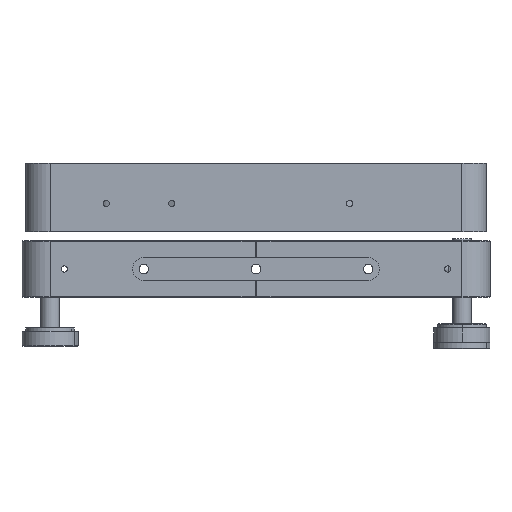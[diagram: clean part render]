
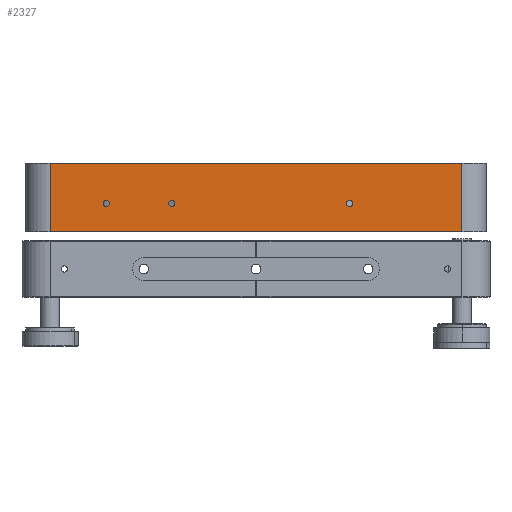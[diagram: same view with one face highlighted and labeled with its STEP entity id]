
A CAD part, front view. The second image highlights one B-rep face of the part: STEP entity #2327.
In plain terms, the highlighted planar face has unit normal (0, -1, 0).
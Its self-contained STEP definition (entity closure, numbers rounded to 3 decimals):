
#264 = CARTESIAN_POINT ( 'NONE',  ( -168.35, 2., 35. ) ) ;
#599 = CIRCLE ( 'NONE', #8636, 1.65 ) ;
#1033 = ORIENTED_EDGE ( 'NONE', *, *, #8121, .F. ) ;
#1091 = VERTEX_POINT ( 'NONE', #8657 ) ;
#1273 = DIRECTION ( 'NONE',  ( 0., 0., -1. ) ) ;
#1325 = DIRECTION ( 'NONE',  ( 0., -1., 0. ) ) ;
#1356 = AXIS2_PLACEMENT_3D ( 'NONE', #1780, #6148, #8385 ) ;
#1426 = DIRECTION ( 'NONE',  ( 1., 0., 0. ) ) ;
#1570 = LINE ( 'NONE', #1639, #11733 ) ;
#1600 = AXIS2_PLACEMENT_3D ( 'NONE', #8060, #12363, #13656 ) ;
#1639 = CARTESIAN_POINT ( 'NONE',  ( -15., 2., 20. ) ) ;
#1733 = ORIENTED_EDGE ( 'NONE', *, *, #12648, .T. ) ;
#1780 = CARTESIAN_POINT ( 'NONE',  ( -260., 2., 20. ) ) ;
#1843 = VECTOR ( 'NONE', #1273, 1000. ) ;
#1869 = VERTEX_POINT ( 'NONE', #12770 ) ;
#1985 = CARTESIAN_POINT ( 'NONE',  ( -260., 2., 56.5 ) ) ;
#2127 = EDGE_LOOP ( 'NONE', ( #13488, #10857, #1733, #4960 ) ) ;
#2182 = DIRECTION ( 'NONE',  ( 0., -1., 0. ) ) ;
#2272 = ORIENTED_EDGE ( 'NONE', *, *, #5890, .F. ) ;
#2327 = ADVANCED_FACE ( 'NONE', ( #2647, #5944, #9391, #10333 ), #11613, .F. ) ;
#2449 = AXIS2_PLACEMENT_3D ( 'NONE', #11291, #8002, #12228 ) ;
#2647 = FACE_BOUND ( 'NONE', #4396, .T. ) ;
#2759 = CARTESIAN_POINT ( 'NONE',  ( -15., 2., 20. ) ) ;
#3155 = CARTESIAN_POINT ( 'NONE',  ( -15., 2., 56.5 ) ) ;
#3585 = CIRCLE ( 'NONE', #10453, 1.65 ) ;
#3861 = VERTEX_POINT ( 'NONE', #3155 ) ;
#3906 = VERTEX_POINT ( 'NONE', #8409 ) ;
#4039 = CARTESIAN_POINT ( 'NONE',  ( -206.65, 2., 35. ) ) ;
#4211 = DIRECTION ( 'NONE',  ( 1., 0., 0. ) ) ;
#4272 = AXIS2_PLACEMENT_3D ( 'NONE', #9156, #1325, #6764 ) ;
#4396 = EDGE_LOOP ( 'NONE', ( #1033, #10492 ) ) ;
#4741 = CIRCLE ( 'NONE', #4272, 1.65 ) ;
#4960 = ORIENTED_EDGE ( 'NONE', *, *, #8550, .T. ) ;
#5300 = ORIENTED_EDGE ( 'NONE', *, *, #5858, .F. ) ;
#5649 = CIRCLE ( 'NONE', #2449, 1.65 ) ;
#5712 = EDGE_CURVE ( 'NONE', #11072, #12321, #599, .T. ) ;
#5825 = EDGE_LOOP ( 'NONE', ( #8155, #9721 ) ) ;
#5858 = EDGE_CURVE ( 'NONE', #7064, #1869, #5649, .T. ) ;
#5890 = EDGE_CURVE ( 'NONE', #1869, #7064, #4741, .T. ) ;
#5944 = FACE_BOUND ( 'NONE', #5825, .T. ) ;
#6146 = DIRECTION ( 'NONE',  ( 0., 0., 1. ) ) ;
#6148 = DIRECTION ( 'NONE',  ( 0., 1., 0. ) ) ;
#6279 = LINE ( 'NONE', #1985, #12991 ) ;
#6286 = VERTEX_POINT ( 'NONE', #11420 ) ;
#6291 = DIRECTION ( 'NONE',  ( 0., -1., 0. ) ) ;
#6628 = VERTEX_POINT ( 'NONE', #11161 ) ;
#6764 = DIRECTION ( 'NONE',  ( 1., 0., 0. ) ) ;
#6789 = VERTEX_POINT ( 'NONE', #2759 ) ;
#6823 = CARTESIAN_POINT ( 'NONE',  ( -171.65, 2., 35. ) ) ;
#6873 = CARTESIAN_POINT ( 'NONE',  ( -170., 2., 35. ) ) ;
#6911 = CIRCLE ( 'NONE', #12882, 1.65 ) ;
#7064 = VERTEX_POINT ( 'NONE', #4039 ) ;
#7095 = DIRECTION ( 'NONE',  ( -1., 0., 0. ) ) ;
#8002 = DIRECTION ( 'NONE',  ( 0., -1., 0. ) ) ;
#8027 = CARTESIAN_POINT ( 'NONE',  ( -235., 2., 56.501 ) ) ;
#8060 = CARTESIAN_POINT ( 'NONE',  ( -75., 2., 35. ) ) ;
#8121 = EDGE_CURVE ( 'NONE', #3906, #6286, #3585, .T. ) ;
#8155 = ORIENTED_EDGE ( 'NONE', *, *, #5712, .F. ) ;
#8385 = DIRECTION ( 'NONE',  ( -1., 0., 0. ) ) ;
#8409 = CARTESIAN_POINT ( 'NONE',  ( -73.35, 2., 35. ) ) ;
#8532 = CARTESIAN_POINT ( 'NONE',  ( -75., 2., 35. ) ) ;
#8550 = EDGE_CURVE ( 'NONE', #3861, #1091, #6279, .T. ) ;
#8593 = DIRECTION ( 'NONE',  ( -1., 0., 0. ) ) ;
#8636 = AXIS2_PLACEMENT_3D ( 'NONE', #11796, #2182, #9653 ) ;
#8657 = CARTESIAN_POINT ( 'NONE',  ( -235., 2., 56.5 ) ) ;
#9061 = LINE ( 'NONE', #9199, #12469 ) ;
#9156 = CARTESIAN_POINT ( 'NONE',  ( -205., 2., 35. ) ) ;
#9199 = CARTESIAN_POINT ( 'NONE',  ( -260., 2., 20. ) ) ;
#9391 = FACE_BOUND ( 'NONE', #10919, .T. ) ;
#9617 = CIRCLE ( 'NONE', #1600, 1.65 ) ;
#9653 = DIRECTION ( 'NONE',  ( 1., 0., 0. ) ) ;
#9721 = ORIENTED_EDGE ( 'NONE', *, *, #12609, .F. ) ;
#10333 = FACE_OUTER_BOUND ( 'NONE', #2127, .T. ) ;
#10334 = EDGE_CURVE ( 'NONE', #6286, #3906, #9617, .T. ) ;
#10453 = AXIS2_PLACEMENT_3D ( 'NONE', #8532, #6291, #4211 ) ;
#10492 = ORIENTED_EDGE ( 'NONE', *, *, #10334, .F. ) ;
#10857 = ORIENTED_EDGE ( 'NONE', *, *, #13956, .F. ) ;
#10919 = EDGE_LOOP ( 'NONE', ( #2272, #5300 ) ) ;
#11072 = VERTEX_POINT ( 'NONE', #264 ) ;
#11112 = EDGE_CURVE ( 'NONE', #1091, #6628, #12330, .T. ) ;
#11161 = CARTESIAN_POINT ( 'NONE',  ( -235., 2., 20. ) ) ;
#11256 = DIRECTION ( 'NONE',  ( 0., -1., 0. ) ) ;
#11291 = CARTESIAN_POINT ( 'NONE',  ( -205., 2., 35. ) ) ;
#11420 = CARTESIAN_POINT ( 'NONE',  ( -76.65, 2., 35. ) ) ;
#11613 = PLANE ( 'NONE',  #1356 ) ;
#11733 = VECTOR ( 'NONE', #6146, 1000. ) ;
#11796 = CARTESIAN_POINT ( 'NONE',  ( -170., 2., 35. ) ) ;
#12228 = DIRECTION ( 'NONE',  ( 1., 0., 0. ) ) ;
#12321 = VERTEX_POINT ( 'NONE', #6823 ) ;
#12330 = LINE ( 'NONE', #8027, #1843 ) ;
#12363 = DIRECTION ( 'NONE',  ( 0., -1., 0. ) ) ;
#12469 = VECTOR ( 'NONE', #7095, 1000. ) ;
#12609 = EDGE_CURVE ( 'NONE', #12321, #11072, #6911, .T. ) ;
#12648 = EDGE_CURVE ( 'NONE', #6789, #3861, #1570, .T. ) ;
#12770 = CARTESIAN_POINT ( 'NONE',  ( -203.35, 2., 35. ) ) ;
#12882 = AXIS2_PLACEMENT_3D ( 'NONE', #6873, #11256, #1426 ) ;
#12991 = VECTOR ( 'NONE', #8593, 1000. ) ;
#13488 = ORIENTED_EDGE ( 'NONE', *, *, #11112, .T. ) ;
#13656 = DIRECTION ( 'NONE',  ( 1., 0., 0. ) ) ;
#13956 = EDGE_CURVE ( 'NONE', #6789, #6628, #9061, .T. ) ;
